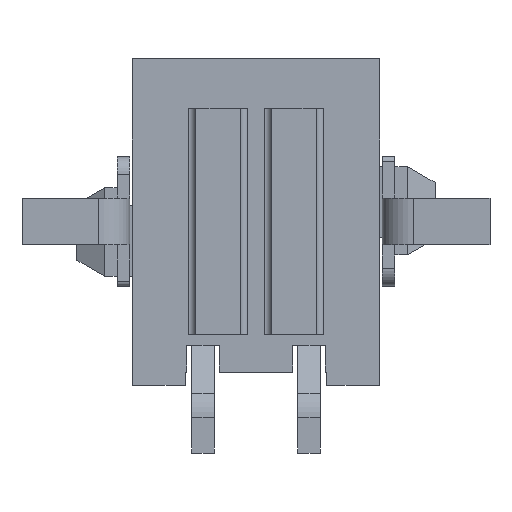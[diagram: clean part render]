
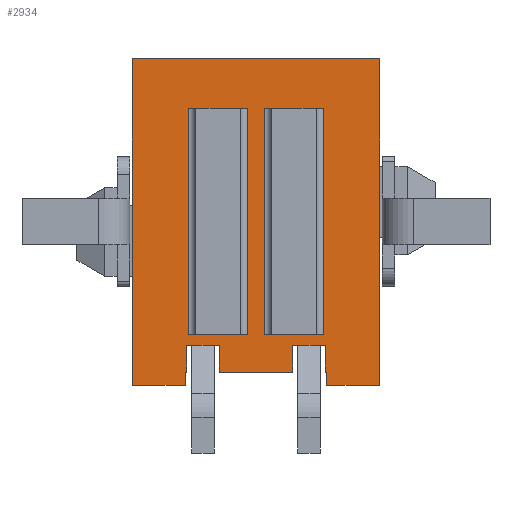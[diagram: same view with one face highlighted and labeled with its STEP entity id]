
A CAD part, front view. The second image highlights one B-rep face of the part: STEP entity #2934.
In plain terms, the highlighted planar face has unit normal (0, -1, 0).
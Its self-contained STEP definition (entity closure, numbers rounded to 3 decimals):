
#72=DIRECTION('',(0.,0.,-1.));
#73=VECTOR('',#72,9.24);
#74=CARTESIAN_POINT('',(-3.5,-1.93,0.));
#75=LINE('',#74,#73);
#120=DIRECTION('',(0.,0.,1.));
#121=VECTOR('',#120,0.76);
#122=CARTESIAN_POINT('',(-1.965,-1.93,-8.87));
#123=LINE('',#122,#121);
#124=DIRECTION('',(1.,0.,0.));
#125=VECTOR('',#124,0.035);
#126=CARTESIAN_POINT('',(-2.,-1.93,-8.87));
#127=LINE('',#126,#125);
#128=DIRECTION('',(0.,0.,1.));
#129=VECTOR('',#128,0.37);
#130=CARTESIAN_POINT('',(-2.,-1.93,-9.24));
#131=LINE('',#130,#129);
#132=DIRECTION('',(1.,0.,0.));
#133=VECTOR('',#132,7.);
#134=CARTESIAN_POINT('',(-3.5,-1.93,0.));
#135=LINE('',#134,#133);
#136=DIRECTION('',(0.,0.,1.));
#137=VECTOR('',#136,0.37);
#138=CARTESIAN_POINT('',(2.,-1.93,-9.24));
#139=LINE('',#138,#137);
#140=DIRECTION('',(1.,0.,0.));
#141=VECTOR('',#140,0.035);
#142=CARTESIAN_POINT('',(1.965,-1.93,-8.87));
#143=LINE('',#142,#141);
#144=DIRECTION('',(0.,0.,-1.));
#145=VECTOR('',#144,0.76);
#146=CARTESIAN_POINT('',(1.965,-1.93,-8.11));
#147=LINE('',#146,#145);
#148=DIRECTION('',(1.,0.,0.));
#149=VECTOR('',#148,0.93);
#150=CARTESIAN_POINT('',(1.035,-1.93,-8.11));
#151=LINE('',#150,#149);
#152=DIRECTION('',(0.,0.,1.));
#153=VECTOR('',#152,0.76);
#154=CARTESIAN_POINT('',(1.035,-1.93,-8.87));
#155=LINE('',#154,#153);
#156=DIRECTION('',(1.,0.,0.));
#157=VECTOR('',#156,2.07);
#158=CARTESIAN_POINT('',(-1.035,-1.93,-8.87));
#159=LINE('',#158,#157);
#160=DIRECTION('',(0.,0.,-1.));
#161=VECTOR('',#160,0.76);
#162=CARTESIAN_POINT('',(-1.035,-1.93,-8.11));
#163=LINE('',#162,#161);
#164=DIRECTION('',(1.,0.,0.));
#165=VECTOR('',#164,0.93);
#166=CARTESIAN_POINT('',(-1.965,-1.93,-8.11));
#167=LINE('',#166,#165);
#168=DIRECTION('',(0.,0.,-1.));
#169=VECTOR('',#168,6.4);
#170=CARTESIAN_POINT('',(0.25,-1.93,-1.4));
#171=LINE('',#170,#169);
#172=DIRECTION('',(0.,0.,1.));
#173=VECTOR('',#172,6.4);
#174=CARTESIAN_POINT('',(1.9,-1.93,-7.8));
#175=LINE('',#174,#173);
#176=DIRECTION('',(0.,0.,1.));
#177=VECTOR('',#176,6.4);
#178=CARTESIAN_POINT('',(-0.25,-1.93,-7.8));
#179=LINE('',#178,#177);
#180=DIRECTION('',(0.,0.,-1.));
#181=VECTOR('',#180,6.4);
#182=CARTESIAN_POINT('',(-1.9,-1.93,-1.4));
#183=LINE('',#182,#181);
#352=DIRECTION('',(1.,0.,0.));
#353=VECTOR('',#352,1.5);
#354=CARTESIAN_POINT('',(-3.5,-1.93,-9.24));
#355=LINE('',#354,#353);
#360=DIRECTION('',(1.,0.,0.));
#361=VECTOR('',#360,1.5);
#362=CARTESIAN_POINT('',(2.,-1.93,-9.24));
#363=LINE('',#362,#361);
#408=DIRECTION('',(0.,0.,-1.));
#409=VECTOR('',#408,9.24);
#410=CARTESIAN_POINT('',(3.5,-1.93,0.));
#411=LINE('',#410,#409);
#2060=DIRECTION('',(1.,0.,0.));
#2061=VECTOR('',#2060,1.65);
#2062=CARTESIAN_POINT('',(0.25,-1.93,-1.4));
#2063=LINE('',#2062,#2061);
#2078=DIRECTION('',(-1.,0.,0.));
#2079=VECTOR('',#2078,1.65);
#2080=CARTESIAN_POINT('',(1.9,-1.93,-7.8));
#2081=LINE('',#2080,#2079);
#2152=DIRECTION('',(1.,0.,0.));
#2153=VECTOR('',#2152,1.65);
#2154=CARTESIAN_POINT('',(-1.9,-1.93,-1.4));
#2155=LINE('',#2154,#2153);
#2170=DIRECTION('',(-1.,0.,0.));
#2171=VECTOR('',#2170,1.65);
#2172=CARTESIAN_POINT('',(-0.25,-1.93,-7.8));
#2173=LINE('',#2172,#2171);
#2186=CARTESIAN_POINT('',(-3.5,-1.93,0.));
#2187=CARTESIAN_POINT('',(-3.5,-1.93,-9.24));
#2188=VERTEX_POINT('',#2186);
#2189=VERTEX_POINT('',#2187);
#2202=CARTESIAN_POINT('',(3.5,-1.93,0.));
#2203=CARTESIAN_POINT('',(3.5,-1.93,-9.24));
#2204=VERTEX_POINT('',#2202);
#2205=VERTEX_POINT('',#2203);
#2218=CARTESIAN_POINT('',(-2.,-1.93,-9.24));
#2219=CARTESIAN_POINT('',(-2.,-1.93,-8.87));
#2220=VERTEX_POINT('',#2218);
#2221=VERTEX_POINT('',#2219);
#2222=CARTESIAN_POINT('',(2.,-1.93,-9.24));
#2223=CARTESIAN_POINT('',(2.,-1.93,-8.87));
#2224=VERTEX_POINT('',#2222);
#2225=VERTEX_POINT('',#2223);
#2370=CARTESIAN_POINT('',(1.035,-1.93,-8.87));
#2371=CARTESIAN_POINT('',(1.035,-1.93,-8.11));
#2372=VERTEX_POINT('',#2370);
#2373=VERTEX_POINT('',#2371);
#2374=CARTESIAN_POINT('',(1.965,-1.93,-8.11));
#2375=VERTEX_POINT('',#2374);
#2376=CARTESIAN_POINT('',(1.965,-1.93,-8.87));
#2377=VERTEX_POINT('',#2376);
#2402=CARTESIAN_POINT('',(-1.965,-1.93,-8.87));
#2403=CARTESIAN_POINT('',(-1.965,-1.93,-8.11));
#2404=VERTEX_POINT('',#2402);
#2405=VERTEX_POINT('',#2403);
#2406=CARTESIAN_POINT('',(-1.035,-1.93,-8.11));
#2407=VERTEX_POINT('',#2406);
#2408=CARTESIAN_POINT('',(-1.035,-1.93,-8.87));
#2409=VERTEX_POINT('',#2408);
#2810=CARTESIAN_POINT('',(0.25,-1.93,-1.4));
#2811=CARTESIAN_POINT('',(0.25,-1.93,-7.8));
#2812=VERTEX_POINT('',#2810);
#2813=VERTEX_POINT('',#2811);
#2818=CARTESIAN_POINT('',(1.9,-1.93,-7.8));
#2819=CARTESIAN_POINT('',(1.9,-1.93,-1.4));
#2820=VERTEX_POINT('',#2818);
#2821=VERTEX_POINT('',#2819);
#2826=CARTESIAN_POINT('',(-0.25,-1.93,-7.8));
#2827=CARTESIAN_POINT('',(-0.25,-1.93,-1.4));
#2828=VERTEX_POINT('',#2826);
#2829=VERTEX_POINT('',#2827);
#2834=CARTESIAN_POINT('',(-1.9,-1.93,-1.4));
#2835=CARTESIAN_POINT('',(-1.9,-1.93,-7.8));
#2836=VERTEX_POINT('',#2834);
#2837=VERTEX_POINT('',#2835);
#2876=CARTESIAN_POINT('',(-3.5,-1.93,0.));
#2877=DIRECTION('',(0.,-1.,0.));
#2878=DIRECTION('',(0.,0.,-1.));
#2879=AXIS2_PLACEMENT_3D('',#2876,#2877,#2878);
#2880=PLANE('',#2879);
#2882=ORIENTED_EDGE('',*,*,#2881,.F.);
#2884=ORIENTED_EDGE('',*,*,#2883,.F.);
#2886=ORIENTED_EDGE('',*,*,#2885,.F.);
#2888=ORIENTED_EDGE('',*,*,#2887,.F.);
#2889=ORIENTED_EDGE('',*,*,#2847,.F.);
#2891=ORIENTED_EDGE('',*,*,#2890,.T.);
#2893=ORIENTED_EDGE('',*,*,#2892,.T.);
#2895=ORIENTED_EDGE('',*,*,#2894,.F.);
#2897=ORIENTED_EDGE('',*,*,#2896,.T.);
#2899=ORIENTED_EDGE('',*,*,#2898,.F.);
#2901=ORIENTED_EDGE('',*,*,#2900,.F.);
#2903=ORIENTED_EDGE('',*,*,#2902,.F.);
#2905=ORIENTED_EDGE('',*,*,#2904,.F.);
#2907=ORIENTED_EDGE('',*,*,#2906,.F.);
#2909=ORIENTED_EDGE('',*,*,#2908,.F.);
#2911=ORIENTED_EDGE('',*,*,#2910,.F.);
#2912=EDGE_LOOP('',(#2882,#2884,#2886,#2888,#2889,#2891,#2893,#2895,#2897,#2899,
#2901,#2903,#2905,#2907,#2909,#2911));
#2913=FACE_OUTER_BOUND('',#2912,.F.);
#2915=ORIENTED_EDGE('',*,*,#2914,.T.);
#2917=ORIENTED_EDGE('',*,*,#2916,.F.);
#2919=ORIENTED_EDGE('',*,*,#2918,.T.);
#2921=ORIENTED_EDGE('',*,*,#2920,.F.);
#2922=EDGE_LOOP('',(#2915,#2917,#2919,#2921));
#2923=FACE_BOUND('',#2922,.F.);
#2925=ORIENTED_EDGE('',*,*,#2924,.T.);
#2927=ORIENTED_EDGE('',*,*,#2926,.F.);
#2929=ORIENTED_EDGE('',*,*,#2928,.T.);
#2931=ORIENTED_EDGE('',*,*,#2930,.F.);
#2932=EDGE_LOOP('',(#2925,#2927,#2929,#2931));
#2933=FACE_BOUND('',#2932,.F.);
#2934=ADVANCED_FACE('',(#2913,#2923,#2933),#2880,.T.);
#2847=EDGE_CURVE('',#2188,#2189,#75,.T.);
#2881=EDGE_CURVE('',#2404,#2405,#123,.T.);
#2883=EDGE_CURVE('',#2221,#2404,#127,.T.);
#2885=EDGE_CURVE('',#2220,#2221,#131,.T.);
#2887=EDGE_CURVE('',#2189,#2220,#355,.T.);
#2890=EDGE_CURVE('',#2188,#2204,#135,.T.);
#2892=EDGE_CURVE('',#2204,#2205,#411,.T.);
#2894=EDGE_CURVE('',#2224,#2205,#363,.T.);
#2896=EDGE_CURVE('',#2224,#2225,#139,.T.);
#2898=EDGE_CURVE('',#2377,#2225,#143,.T.);
#2900=EDGE_CURVE('',#2375,#2377,#147,.T.);
#2902=EDGE_CURVE('',#2373,#2375,#151,.T.);
#2904=EDGE_CURVE('',#2372,#2373,#155,.T.);
#2906=EDGE_CURVE('',#2409,#2372,#159,.T.);
#2908=EDGE_CURVE('',#2407,#2409,#163,.T.);
#2910=EDGE_CURVE('',#2405,#2407,#167,.T.);
#2914=EDGE_CURVE('',#2812,#2813,#171,.T.);
#2916=EDGE_CURVE('',#2820,#2813,#2081,.T.);
#2918=EDGE_CURVE('',#2820,#2821,#175,.T.);
#2920=EDGE_CURVE('',#2812,#2821,#2063,.T.);
#2924=EDGE_CURVE('',#2828,#2829,#179,.T.);
#2926=EDGE_CURVE('',#2836,#2829,#2155,.T.);
#2928=EDGE_CURVE('',#2836,#2837,#183,.T.);
#2930=EDGE_CURVE('',#2828,#2837,#2173,.T.);
